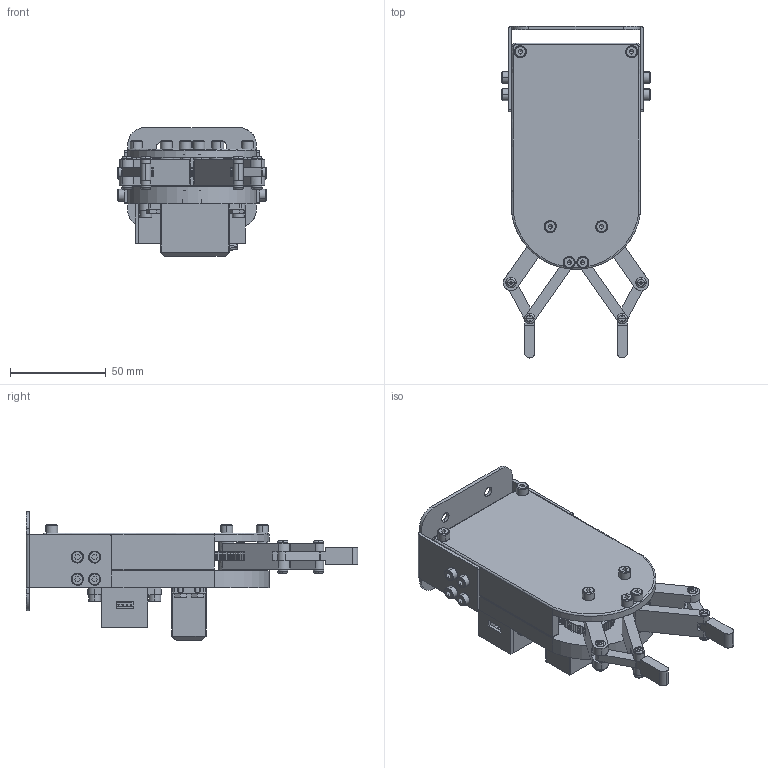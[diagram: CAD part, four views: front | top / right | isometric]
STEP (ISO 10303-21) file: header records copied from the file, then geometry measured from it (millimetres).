
FILE_DESCRIPTION(('FreeCAD Model'),'2;1');
FILE_NAME('Open CASCADE Shape Model','2025-05-02T19:33:20',('FreeCAD'),( 'FreeCAD'),'Open CASCADE STEP processor 7.6','FreeCAD','Unknown');
FILE_SCHEMA(('AUTOMOTIVE_DESIGN { 1 0 10303 214 1 1 1 1 }'));
Products named in the file (1): Open CASCADE STEP translator 7.6 1
Bounding box: 77.75 x 173.16 x 67.16 mm (x, y, z)
Volume: 183501.6 mm3; surface area: 103984.6 mm2
Topology: 72 solids, 72 shells, 3172 faces, 8203 edges, 5173 vertices
Faces by surface type: bspline 3172
Entity records: 104128 total; most frequent: CARTESIAN_POINT 59141, ORIENTED_EDGE 15770, EDGE_CURVE 7885, VERTEX_POINT 5173, B_SPLINE_CURVE_WITH_KNOTS 4343, FACE_BOUND 3688, EDGE_LOOP 3688, ADVANCED_FACE 3172
